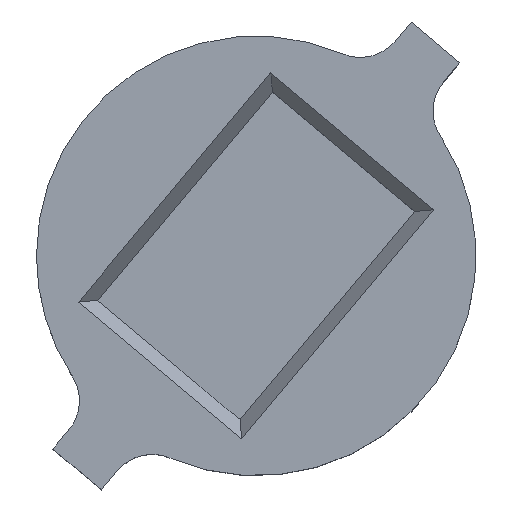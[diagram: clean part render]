
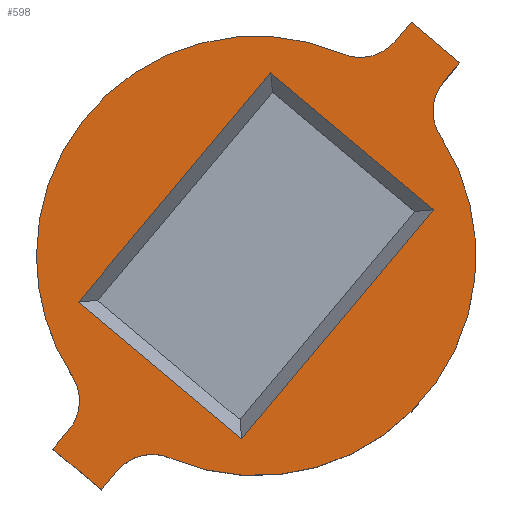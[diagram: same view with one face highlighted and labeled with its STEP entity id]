
A CAD part, top view. The second image highlights one B-rep face of the part: STEP entity #598.
In plain terms, the highlighted planar face has unit normal (0, 0, 1).
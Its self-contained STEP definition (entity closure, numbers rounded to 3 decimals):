
#3 = CARTESIAN_POINT ( 'NONE',  ( 75.121, 49.538, 31.1 ) ) ;
#8 = CIRCLE ( 'NONE', #438, 1. ) ;
#13 = LINE ( 'NONE', #1163, #192 ) ;
#24 = FACE_OUTER_BOUND ( 'NONE', #182, .T. ) ;
#31 = DIRECTION ( 'NONE',  ( -1., 0., 0. ) ) ;
#36 = EDGE_CURVE ( 'NONE', #115, #690, #13, .T. ) ;
#40 = CARTESIAN_POINT ( 'NONE',  ( 74.8, 45.5, 31.1 ) ) ;
#45 = CARTESIAN_POINT ( 'NONE',  ( -74.8, 45.5, 31.1 ) ) ;
#59 = CARTESIAN_POINT ( 'NONE',  ( 71.383, 40.339, 31.1 ) ) ;
#62 = VECTOR ( 'NONE', #470, 1000. ) ;
#72 = VERTEX_POINT ( 'NONE', #428 ) ;
#77 = CARTESIAN_POINT ( 'NONE',  ( 70.666, 41.662, 31.1 ) ) ;
#78 = CARTESIAN_POINT ( 'NONE',  ( 71.383, 40.339, 31.1 ) ) ;
#87 = DIRECTION ( 'NONE',  ( 0., 0., 1. ) ) ;
#88 = ORIENTED_EDGE ( 'NONE', *, *, #349, .T. ) ;
#93 = CARTESIAN_POINT ( 'NONE',  ( 72.504, 40.119, 31.1 ) ) ;
#96 = CARTESIAN_POINT ( 'NONE',  ( 77.862, 50.238, 31.1 ) ) ;
#111 = LINE ( 'NONE', #885, #585 ) ;
#115 = VERTEX_POINT ( 'NONE', #956 ) ;
#123 = LINE ( 'NONE', #551, #1112 ) ;
#132 = EDGE_CURVE ( 'NONE', #719, #418, #878, .T. ) ;
#133 = VERTEX_POINT ( 'NONE', #881 ) ;
#136 = VECTOR ( 'NONE', #580, 1000. ) ;
#137 = ORIENTED_EDGE ( 'NONE', *, *, #132, .F. ) ;
#144 = CARTESIAN_POINT ( 'NONE',  ( 70.311, 41.239, 31.1 ) ) ;
#155 = DIRECTION ( 'NONE',  ( 0.766, -0.643, 0. ) ) ;
#165 = CARTESIAN_POINT ( 'NONE',  ( 70.666, 41.662, 31.1 ) ) ;
#182 = EDGE_LOOP ( 'NONE', ( #643, #137, #325, #301, #333, #493, #1017, #214, #818, #1305, #737, #1064, #611, #1342 ) ) ;
#192 = VECTOR ( 'NONE', #653, 1000. ) ;
#195 = CARTESIAN_POINT ( 'NONE',  ( 72.897, 41.039, 31.1 ) ) ;
#205 = ORIENTED_EDGE ( 'NONE', *, *, #795, .T. ) ;
#211 = EDGE_CURVE ( 'NONE', #690, #905, #1119, .T. ) ;
#214 = ORIENTED_EDGE ( 'NONE', *, *, #920, .F. ) ;
#217 = VECTOR ( 'NONE', #1133, 1000. ) ;
#224 = DIRECTION ( 'NONE',  ( -1., 0., 0. ) ) ;
#238 = EDGE_CURVE ( 'NONE', #863, #1348, #957, .T. ) ;
#261 = CARTESIAN_POINT ( 'NONE',  ( 76.703, 49.961, 31.1 ) ) ;
#293 = CIRCLE ( 'NONE', #609, 4.85 ) ;
#301 = ORIENTED_EDGE ( 'NONE', *, *, #378, .F. ) ;
#325 = ORIENTED_EDGE ( 'NONE', *, *, #636, .F. ) ;
#328 = VERTEX_POINT ( 'NONE', #887 ) ;
#333 = ORIENTED_EDGE ( 'NONE', *, *, #937, .F. ) ;
#336 = CIRCLE ( 'NONE', #1178, 1. ) ;
#348 = DIRECTION ( 'NONE',  ( -0.766, 0.643, 0. ) ) ;
#349 = EDGE_CURVE ( 'NONE', #1348, #1103, #1199, .T. ) ;
#359 = DIRECTION ( 'NONE',  ( 0., 0., 1. ) ) ;
#378 = EDGE_CURVE ( 'NONE', #133, #676, #1162, .T. ) ;
#380 = CARTESIAN_POINT ( 'NONE',  ( 14.789, -29.674, 31.1 ) ) ;
#401 = LINE ( 'NONE', #1327, #136 ) ;
#418 = VERTEX_POINT ( 'NONE', #96 ) ;
#419 = EDGE_CURVE ( 'NONE', #430, #328, #826, .T. ) ;
#422 = DIRECTION ( 'NONE',  ( 0., 0., -1. ) ) ;
#428 = CARTESIAN_POINT ( 'NONE',  ( 74.479, 41.462, 31.1 ) ) ;
#430 = VERTEX_POINT ( 'NONE', #195 ) ;
#438 = AXIS2_PLACEMENT_3D ( 'NONE', #898, #87, #1014 ) ;
#448 = DIRECTION ( 'NONE',  ( -1., 0., 0. ) ) ;
#449 = CARTESIAN_POINT ( 'NONE',  ( 74.8, 45.5, 31.1 ) ) ;
#459 = DIRECTION ( 'NONE',  ( 0., 0., 1. ) ) ;
#470 = DIRECTION ( 'NONE',  ( 0.766, -0.643, 0. ) ) ;
#484 = LINE ( 'NONE', #380, #217 ) ;
#493 = ORIENTED_EDGE ( 'NONE', *, *, #1180, .F. ) ;
#495 = CARTESIAN_POINT ( 'NONE',  ( 70.879, 44.483, 31.1 ) ) ;
#496 = CARTESIAN_POINT ( 'NONE',  ( 78.217, 50.661, 31.1 ) ) ;
#500 = DIRECTION ( 'NONE',  ( -0.643, -0.766, 0. ) ) ;
#501 = ORIENTED_EDGE ( 'NONE', *, *, #238, .T. ) ;
#514 = VECTOR ( 'NONE', #1320, 1000. ) ;
#533 = AXIS2_PLACEMENT_3D ( 'NONE', #449, #1189, #561 ) ;
#543 = VERTEX_POINT ( 'NONE', #496 ) ;
#551 = CARTESIAN_POINT ( 'NONE',  ( 79.289, 49.761, 31.1 ) ) ;
#561 = DIRECTION ( 'NONE',  ( -1., 0., 0. ) ) ;
#565 = DIRECTION ( 'NONE',  ( 0., 0., -1. ) ) ;
#569 = CARTESIAN_POINT ( 'NONE',  ( 78.934, 49.338, 31.1 ) ) ;
#580 = DIRECTION ( 'NONE',  ( 0.643, 0.766, 0. ) ) ;
#583 = DIRECTION ( 'NONE',  ( -1., 0., 0. ) ) ;
#585 = VECTOR ( 'NONE', #1297, 1000. ) ;
#598 = ADVANCED_FACE ( 'NONE', ( #607, #24 ), #748, .F. ) ;
#605 = DIRECTION ( 'NONE',  ( 0., 0., 1. ) ) ;
#606 = AXIS2_PLACEMENT_3D ( 'NONE', #93, #605, #224 ) ;
#607 = FACE_BOUND ( 'NONE', #1118, .T. ) ;
#609 = AXIS2_PLACEMENT_3D ( 'NONE', #40, #565, #1201 ) ;
#611 = ORIENTED_EDGE ( 'NONE', *, *, #36, .F. ) ;
#616 = VERTEX_POINT ( 'NONE', #654 ) ;
#636 = EDGE_CURVE ( 'NONE', #676, #719, #293, .T. ) ;
#643 = ORIENTED_EDGE ( 'NONE', *, *, #843, .F. ) ;
#653 = DIRECTION ( 'NONE',  ( -0.643, -0.766, 0. ) ) ;
#654 = CARTESIAN_POINT ( 'NONE',  ( 70.311, 41.239, 31.1 ) ) ;
#671 = VERTEX_POINT ( 'NONE', #59 ) ;
#676 = VERTEX_POINT ( 'NONE', #757 ) ;
#690 = VERTEX_POINT ( 'NONE', #569 ) ;
#711 = AXIS2_PLACEMENT_3D ( 'NONE', #862, #459, #448 ) ;
#719 = VERTEX_POINT ( 'NONE', #261 ) ;
#737 = ORIENTED_EDGE ( 'NONE', *, *, #859, .F. ) ;
#744 = EDGE_CURVE ( 'NONE', #543, #115, #123, .T. ) ;
#748 = PLANE ( 'NONE',  #1036 ) ;
#757 = CARTESIAN_POINT ( 'NONE',  ( 69.95, 45.5, 31.1 ) ) ;
#774 = VECTOR ( 'NONE', #348, 1000. ) ;
#783 = CARTESIAN_POINT ( 'NONE',  ( 74.8, 45.5, 31.1 ) ) ;
#785 = CARTESIAN_POINT ( 'NONE',  ( 78.721, 46.517, 31.1 ) ) ;
#795 = EDGE_CURVE ( 'NONE', #72, #863, #111, .T. ) ;
#806 = LINE ( 'NONE', #165, #870 ) ;
#818 = ORIENTED_EDGE ( 'NONE', *, *, #419, .F. ) ;
#826 = CIRCLE ( 'NONE', #606, 1. ) ;
#843 = EDGE_CURVE ( 'NONE', #418, #543, #401, .T. ) ;
#851 = LINE ( 'NONE', #144, #774 ) ;
#859 = EDGE_CURVE ( 'NONE', #905, #1336, #8, .T. ) ;
#862 = CARTESIAN_POINT ( 'NONE',  ( 77.096, 50.881, 31.1 ) ) ;
#863 = VERTEX_POINT ( 'NONE', #495 ) ;
#864 = DIRECTION ( 'NONE',  ( -1., 0., 0. ) ) ;
#870 = VECTOR ( 'NONE', #1143, 1000. ) ;
#873 = CARTESIAN_POINT ( 'NONE',  ( 79.7, 48.695, 31.1 ) ) ;
#878 = CIRCLE ( 'NONE', #711, 1. ) ;
#881 = CARTESIAN_POINT ( 'NONE',  ( 70.737, 42.851, 31.1 ) ) ;
#885 = CARTESIAN_POINT ( 'NONE',  ( -15.11, 116.636, 31.1 ) ) ;
#887 = CARTESIAN_POINT ( 'NONE',  ( 71.738, 40.762, 31.1 ) ) ;
#896 = AXIS2_PLACEMENT_3D ( 'NONE', #783, #992, #583 ) ;
#898 = CARTESIAN_POINT ( 'NONE',  ( 79.7, 48.695, 31.1 ) ) ;
#905 = VERTEX_POINT ( 'NONE', #1337 ) ;
#920 = EDGE_CURVE ( 'NONE', #328, #671, #1293, .T. ) ;
#931 = EDGE_CURVE ( 'NONE', #1103, #72, #484, .T. ) ;
#937 = EDGE_CURVE ( 'NONE', #1149, #133, #336, .T. ) ;
#954 = EDGE_CURVE ( 'NONE', #671, #616, #851, .T. ) ;
#956 = CARTESIAN_POINT ( 'NONE',  ( 79.289, 49.761, 31.1 ) ) ;
#957 = LINE ( 'NONE', #1304, #514 ) ;
#992 = DIRECTION ( 'NONE',  ( 0., 0., -1. ) ) ;
#1006 = EDGE_CURVE ( 'NONE', #1336, #430, #1316, .T. ) ;
#1007 = VECTOR ( 'NONE', #500, 1000. ) ;
#1013 = ORIENTED_EDGE ( 'NONE', *, *, #931, .T. ) ;
#1014 = DIRECTION ( 'NONE',  ( -1., 0., 0. ) ) ;
#1017 = ORIENTED_EDGE ( 'NONE', *, *, #954, .F. ) ;
#1036 = AXIS2_PLACEMENT_3D ( 'NONE', #45, #422, #31 ) ;
#1064 = ORIENTED_EDGE ( 'NONE', *, *, #211, .F. ) ;
#1086 = DIRECTION ( 'NONE',  ( -1., 0., 0. ) ) ;
#1089 = AXIS2_PLACEMENT_3D ( 'NONE', #873, #359, #1086 ) ;
#1103 = VERTEX_POINT ( 'NONE', #785 ) ;
#1112 = VECTOR ( 'NONE', #155, 1000. ) ;
#1117 = CARTESIAN_POINT ( 'NONE',  ( -10.868, 121.692, 31.1 ) ) ;
#1118 = EDGE_LOOP ( 'NONE', ( #88, #1013, #205, #501 ) ) ;
#1119 = CIRCLE ( 'NONE', #1089, 1. ) ;
#1133 = DIRECTION ( 'NONE',  ( -0.643, -0.766, 0. ) ) ;
#1143 = DIRECTION ( 'NONE',  ( 0.643, 0.766, 0. ) ) ;
#1149 = VERTEX_POINT ( 'NONE', #77 ) ;
#1162 = CIRCLE ( 'NONE', #896, 4.85 ) ;
#1163 = CARTESIAN_POINT ( 'NONE',  ( 78.934, 49.338, 31.1 ) ) ;
#1178 = AXIS2_PLACEMENT_3D ( 'NONE', #1184, #1283, #864 ) ;
#1180 = EDGE_CURVE ( 'NONE', #616, #1149, #806, .T. ) ;
#1184 = CARTESIAN_POINT ( 'NONE',  ( 69.9, 42.305, 31.1 ) ) ;
#1189 = DIRECTION ( 'NONE',  ( 0., 0., -1. ) ) ;
#1199 = LINE ( 'NONE', #1117, #62 ) ;
#1201 = DIRECTION ( 'NONE',  ( -1., 0., 0. ) ) ;
#1249 = CARTESIAN_POINT ( 'NONE',  ( 78.863, 48.149, 31.1 ) ) ;
#1283 = DIRECTION ( 'NONE',  ( 0., 0., 1. ) ) ;
#1293 = LINE ( 'NONE', #78, #1007 ) ;
#1297 = DIRECTION ( 'NONE',  ( -0.766, 0.643, 0. ) ) ;
#1304 = CARTESIAN_POINT ( 'NONE',  ( 11.189, -26.653, 31.1 ) ) ;
#1305 = ORIENTED_EDGE ( 'NONE', *, *, #1006, .F. ) ;
#1316 = CIRCLE ( 'NONE', #533, 4.85 ) ;
#1320 = DIRECTION ( 'NONE',  ( 0.643, 0.766, 0. ) ) ;
#1327 = CARTESIAN_POINT ( 'NONE',  ( 78.217, 50.661, 31.1 ) ) ;
#1336 = VERTEX_POINT ( 'NONE', #1249 ) ;
#1337 = CARTESIAN_POINT ( 'NONE',  ( 78.7, 48.695, 31.1 ) ) ;
#1342 = ORIENTED_EDGE ( 'NONE', *, *, #744, .F. ) ;
#1348 = VERTEX_POINT ( 'NONE', #3 ) ;
